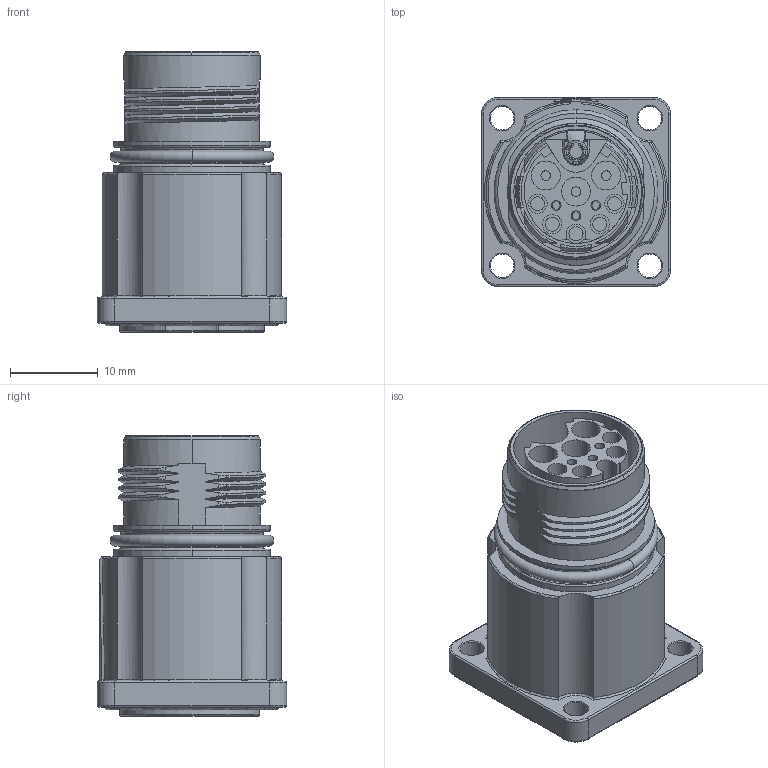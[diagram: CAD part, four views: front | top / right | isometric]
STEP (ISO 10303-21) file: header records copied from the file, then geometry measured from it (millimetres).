
FILE_DESCRIPTION((''),'2;1');
FILE_NAME('ST-8EP1N8AW400S_1613611','2015-04-02T',('vbengel'),(''),'PRO/ENGINEER BY PARAMETRIC TECHNOLOGY CORPORATION, 2014200','PRO/ENGINEER BY PARAMETRIC TECHNOLOGY CORPORATION, 2014200','');
FILE_SCHEMA(('AUTOMOTIVE_DESIGN { 1 0 10303 214 1 1 1 1 }'));
Length unit declared in the file: millimetre
Products named in the file (1): ST-8EP1N8AW400S_1613611
Bounding box: 21.6 x 21.6 x 31.95 mm (x, y, z)
Volume: 7658.6 mm3; surface area: 5426.6 mm2
Topology: 1 solids, 1 shells, 508 faces, 1316 edges, 843 vertices
Faces by surface type: plane 163, cylinder 140, torus 76, bspline 74, cone 35, revolution 12, extrusion 4, sphere 4
Entity records: 20586 total; most frequent: CARTESIAN_POINT 8362, ORIENTED_EDGE 2632, DIRECTION 2389, EDGE_CURVE 1316, AXIS2_PLACEMENT_3D 929, VERTEX_POINT 843, EDGE_LOOP 549, VECTOR 519
